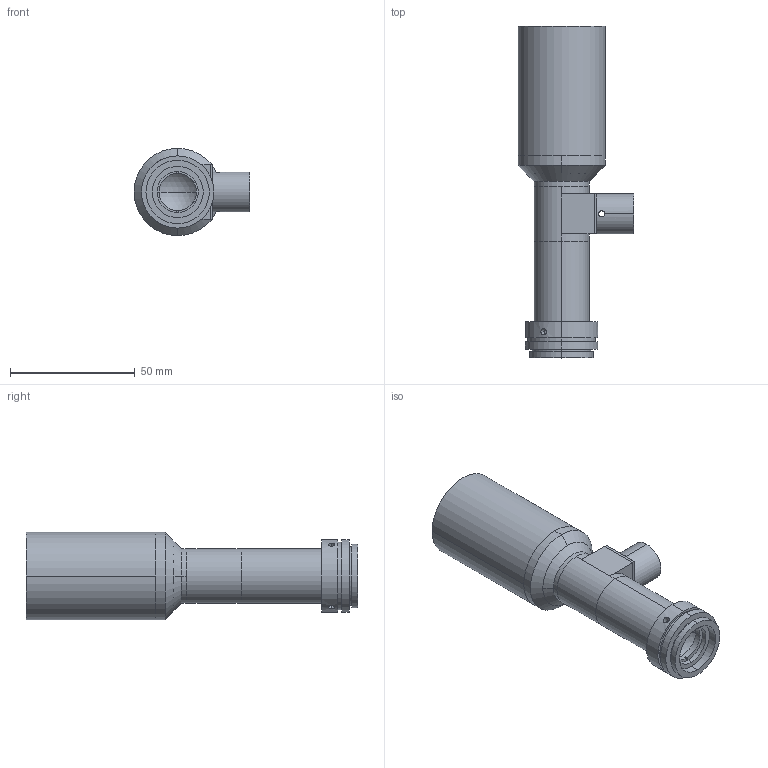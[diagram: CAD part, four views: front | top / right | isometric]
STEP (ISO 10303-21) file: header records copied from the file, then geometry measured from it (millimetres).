
FILE_DESCRIPTION (( 'STEP AP203' ), '1' );
FILE_NAME ('XF-MT05X110D.STEP', '2015-07-30T07:23:10', ( 'Lxtx999.CoM' ), ( 'Lxtx999.CoM' ), 'SwSTEP 2.0', 'SolidWorks 2014', '' );
FILE_SCHEMA (( 'CONFIG_CONTROL_DESIGN' ));
Length unit declared in the file: millimetre
Products named in the file (1): XF-MT05X110D
Bounding box: 46.5 x 133.04 x 35 mm (x, y, z)
Surface area: 20212.6 mm2 (no closed solid volume)
Topology: 0 solids, 12 shells, 121 faces, 314 edges, 208 vertices
Faces by surface type: cylinder 69, plane 42, cone 6, sphere 4
Entity records: 4160 total; most frequent: CARTESIAN_POINT 1026, DIRECTION 698, ORIENTED_EDGE 548, EDGE_CURVE 314, AXIS2_PLACEMENT_3D 282, VERTEX_POINT 208, CIRCLE 160, EDGE_LOOP 151
